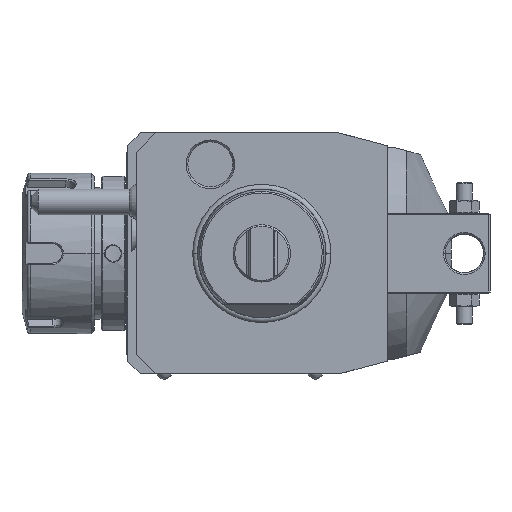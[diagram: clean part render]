
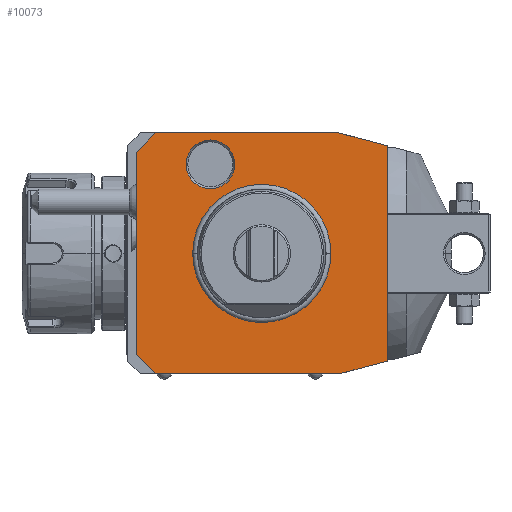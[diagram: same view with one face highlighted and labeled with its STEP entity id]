
A CAD part, front view. The second image highlights one B-rep face of the part: STEP entity #10073.
In plain terms, the highlighted planar face has unit normal (0, -1, 0).
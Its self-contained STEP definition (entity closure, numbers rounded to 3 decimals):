
#1=DIRECTION('',(-0.966,0.,0.259));
#2=VECTOR('',#1,15.529);
#3=CARTESIAN_POINT('',(39.,0.,33.481));
#4=LINE('',#3,#2);
#5=DIRECTION('',(0.,0.,1.));
#6=VECTOR('',#5,66.962);
#7=CARTESIAN_POINT('',(39.,0.,-33.481));
#8=LINE('',#7,#6);
#9=DIRECTION('',(0.966,0.,0.259));
#10=VECTOR('',#9,15.529);
#11=CARTESIAN_POINT('',(24.,0.,-37.5));
#12=LINE('',#11,#10);
#13=DIRECTION('',(1.,0.,0.));
#14=VECTOR('',#13,57.);
#15=CARTESIAN_POINT('',(-33.,0.,-37.5));
#16=LINE('',#15,#14);
#17=DIRECTION('',(0.707,0.,-0.707));
#18=VECTOR('',#17,8.485);
#19=CARTESIAN_POINT('',(-39.,0.,-31.5));
#20=LINE('',#19,#18);
#21=DIRECTION('',(0.,0.,-1.));
#22=VECTOR('',#21,63.);
#23=CARTESIAN_POINT('',(-39.,0.,31.5));
#24=LINE('',#23,#22);
#25=DIRECTION('',(-0.707,0.,-0.707));
#26=VECTOR('',#25,8.485);
#27=CARTESIAN_POINT('',(-33.,0.,37.5));
#28=LINE('',#27,#26);
#29=DIRECTION('',(-1.,0.,0.));
#30=VECTOR('',#29,57.);
#31=CARTESIAN_POINT('',(24.,0.,37.5));
#32=LINE('',#31,#30);
#33=CARTESIAN_POINT('',(-16.,0.,27.713));
#34=DIRECTION('',(0.,1.,0.));
#35=DIRECTION('',(1.,0.,0.));
#36=AXIS2_PLACEMENT_3D('',#33,#34,#35);
#38=CARTESIAN_POINT('',(-16.,0.,27.713));
#39=DIRECTION('',(0.,1.,0.));
#40=DIRECTION('',(-1.,0.,0.));
#41=AXIS2_PLACEMENT_3D('',#38,#39,#40);
#7543=CARTESIAN_POINT('',(0.,0.,0.));
#7544=DIRECTION('',(0.,-1.,0.));
#7545=DIRECTION('',(1.,0.,0.));
#7546=AXIS2_PLACEMENT_3D('',#7543,#7544,#7545);
#7548=CARTESIAN_POINT('',(0.,0.,0.));
#7549=DIRECTION('',(0.,-1.,0.));
#7550=DIRECTION('',(-1.,0.,0.));
#7551=AXIS2_PLACEMENT_3D('',#7548,#7549,#7550);
#9128=CARTESIAN_POINT('',(-8.423,0.,
27.713));
#9129=CARTESIAN_POINT('',(-23.577,0.,
27.713));
#9130=VERTEX_POINT('',#9128);
#9131=VERTEX_POINT('',#9129);
#9882=CARTESIAN_POINT('',(39.,0.,33.481));
#9883=CARTESIAN_POINT('',(24.,0.,37.5));
#9884=VERTEX_POINT('',#9882);
#9885=VERTEX_POINT('',#9883);
#9886=CARTESIAN_POINT('',(-33.,0.,37.5));
#9887=VERTEX_POINT('',#9886);
#9888=CARTESIAN_POINT('',(-39.,0.,31.5));
#9889=VERTEX_POINT('',#9888);
#9890=CARTESIAN_POINT('',(-39.,0.,-31.5));
#9891=VERTEX_POINT('',#9890);
#9892=CARTESIAN_POINT('',(-33.,0.,-37.5));
#9893=VERTEX_POINT('',#9892);
#9894=CARTESIAN_POINT('',(24.,0.,-37.5));
#9895=VERTEX_POINT('',#9894);
#9896=CARTESIAN_POINT('',(39.,0.,-33.481));
#9897=VERTEX_POINT('',#9896);
#9930=CARTESIAN_POINT('',(21.137,0.,0.));
#9931=CARTESIAN_POINT('',(-21.137,0.,0.));
#9932=VERTEX_POINT('',#9930);
#9933=VERTEX_POINT('',#9931);
#10038=CARTESIAN_POINT('',(0.,0.,0.));
#10039=DIRECTION('',(0.,-1.,0.));
#10040=DIRECTION('',(-1.,0.,0.));
#10041=AXIS2_PLACEMENT_3D('',#10038,#10039,#10040);
#10042=PLANE('',#10041);
#10044=ORIENTED_EDGE('',*,*,#10043,.F.);
#10046=ORIENTED_EDGE('',*,*,#10045,.F.);
#10048=ORIENTED_EDGE('',*,*,#10047,.F.);
#10050=ORIENTED_EDGE('',*,*,#10049,.F.);
#10052=ORIENTED_EDGE('',*,*,#10051,.F.);
#10054=ORIENTED_EDGE('',*,*,#10053,.F.);
#10056=ORIENTED_EDGE('',*,*,#10055,.F.);
#10058=ORIENTED_EDGE('',*,*,#10057,.F.);
#10059=EDGE_LOOP('',(#10044,#10046,#10048,#10050,#10052,#10054,#10056,#10058));
#10060=FACE_OUTER_BOUND('',#10059,.F.);
#10062=ORIENTED_EDGE('',*,*,#10061,.T.);
#10064=ORIENTED_EDGE('',*,*,#10063,.T.);
#10065=EDGE_LOOP('',(#10062,#10064));
#10066=FACE_BOUND('',#10065,.F.);
#10068=ORIENTED_EDGE('',*,*,#10067,.F.);
#10070=ORIENTED_EDGE('',*,*,#10069,.F.);
#10071=EDGE_LOOP('',(#10068,#10070));
#10072=FACE_BOUND('',#10071,.F.);
#37=CIRCLE('',#36,7.577);
#42=CIRCLE('',#41,7.577);
#7547=CIRCLE('',#7546,21.137);
#7552=CIRCLE('',#7551,21.137);
#10043=EDGE_CURVE('',#9884,#9885,#4,.T.);
#10045=EDGE_CURVE('',#9897,#9884,#8,.T.);
#10047=EDGE_CURVE('',#9895,#9897,#12,.T.);
#10049=EDGE_CURVE('',#9893,#9895,#16,.T.);
#10051=EDGE_CURVE('',#9891,#9893,#20,.T.);
#10053=EDGE_CURVE('',#9889,#9891,#24,.T.);
#10055=EDGE_CURVE('',#9887,#9889,#28,.T.);
#10057=EDGE_CURVE('',#9885,#9887,#32,.T.);
#10061=EDGE_CURVE('',#9932,#9933,#7547,.T.);
#10063=EDGE_CURVE('',#9933,#9932,#7552,.T.);
#10067=EDGE_CURVE('',#9130,#9131,#37,.T.);
#10069=EDGE_CURVE('',#9131,#9130,#42,.T.);
#10073=ADVANCED_FACE('',(#10060,#10066,#10072),#10042,.T.);
